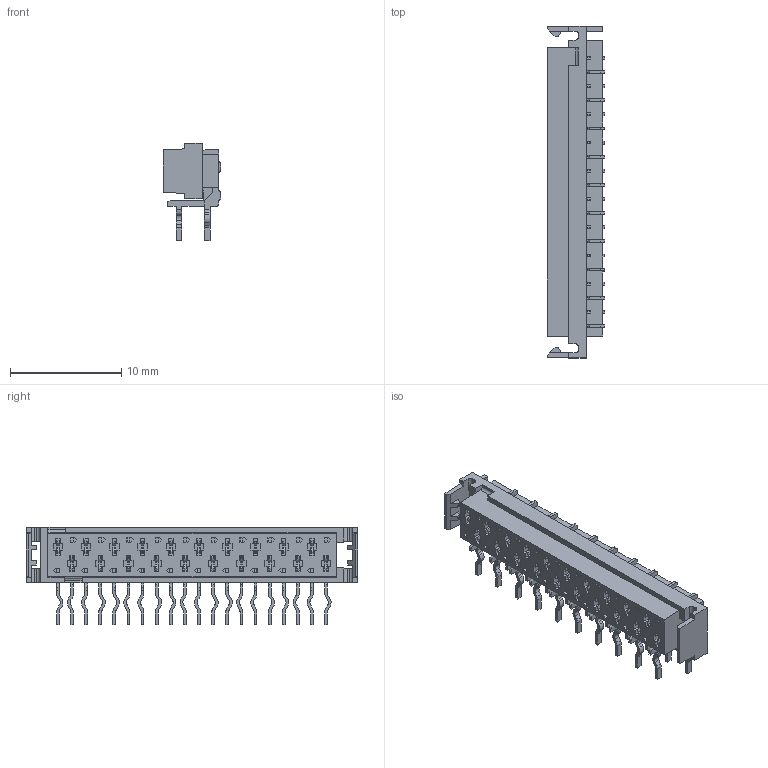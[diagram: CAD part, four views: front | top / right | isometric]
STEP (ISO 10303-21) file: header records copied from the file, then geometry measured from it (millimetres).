
FILE_DESCRIPTION(('FreeCAD Model'),'2;1');
FILE_NAME('parts/3DModels/Micromatch_Female_RA_20/C-2-338070-0.step','2017-12-28T16:44:11',('kicad StepUp'),( 'ksu MCAD'),'Open CASCADE STEP processor 6.8','FreeCAD','Unknown');
FILE_SCHEMA(('AUTOMOTIVE_DESIGN_CC2 { 1 2 10303 214 -1 1 5 4 }'));
Products named in the file (1): C-2-338070-0
Bounding box: 5.15 x 29.87 x 8.76 mm (x, y, z)
Volume: 555.2 mm3; surface area: 1109.9 mm2
Topology: 1 solids, 1 shells, 1738 faces, 4919 edges, 3279 vertices
Faces by surface type: plane 1354, cylinder 384
Entity records: 55932 total; most frequent: CARTESIAN_POINT 10037, ORIENTED_EDGE 9838, DIRECTION 9125, EDGE_CURVE 4919, LINE 4151, VECTOR 4151, VERTEX_POINT 3279, AXIS2_PLACEMENT_3D 2487
